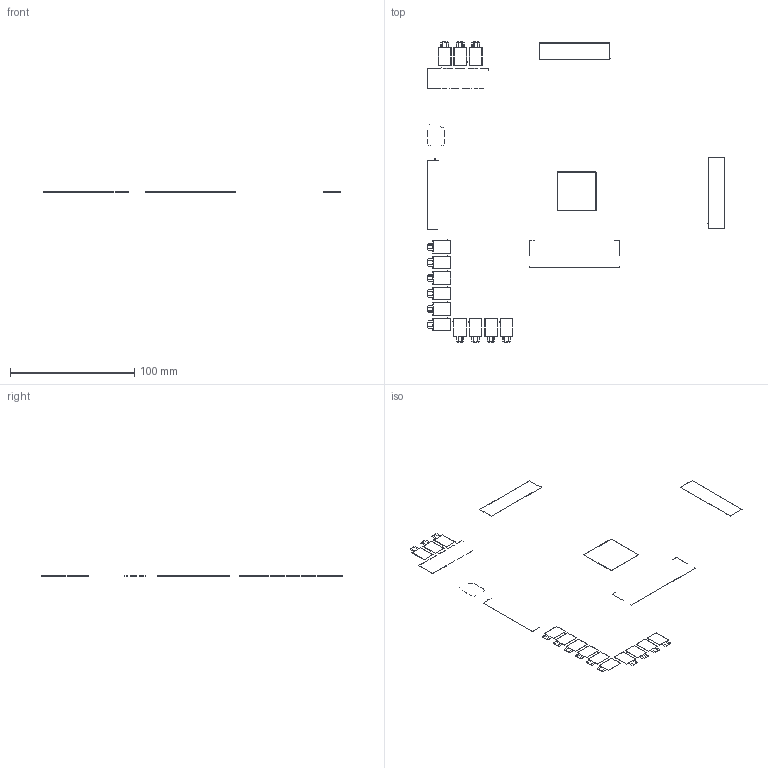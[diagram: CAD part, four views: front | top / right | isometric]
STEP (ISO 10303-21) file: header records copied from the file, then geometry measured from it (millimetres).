
FILE_DESCRIPTION(('STEP AP214'),'1');
FILE_NAME('pcb_SILKSCREEN_TOP.stp','2024-08-25T18:49:07',(' '),(' '),'Spatial InterOp 3D',' ',' ');
FILE_SCHEMA(('AUTOMOTIVE_DESIGN { 1 0 10303 214 1 1 1 1 }'));
Length unit declared in the file: millimetre
Products named in the file (31): SILKSCREEN_TOP_Model_21(3); SILKSCREEN_TOP_Model_21_Inst; SILKSCREEN_TOP (55 bodies); SILKSCREEN_TOP_Model_20(4); SILKSCREEN_TOP_Model_20_Inst; SILKSCREEN_TOP_Model_19(6); SILKSCREEN_TOP_Model_19_Inst; SILKSCREEN_TOP_Model_18_Inst; SILKSCREEN_TOP_Model_17_Inst; SILKSCREEN_TOP_Model_16_Inst; SILKSCREEN_TOP_Model_15_Inst; SILKSCREEN_TOP_Model_14_Inst; SILKSCREEN_TOP_Model_13_Inst; SILKSCREEN_TOP_Model_12_Inst; SILKSCREEN_TOP_Model_11_Inst; SILKSCREEN_TOP_Model_10_Inst; SILKSCREEN_TOP_Model_9_Inst; SILKSCREEN_TOP_Model_8(2); SILKSCREEN_TOP_Model_8_Inst; SILKSCREEN_TOP_Model_7(2); SILKSCREEN_TOP_Model_7_Inst; SILKSCREEN_TOP_Model_6(2); SILKSCREEN_TOP_Model_6_Inst; SILKSCREEN_TOP_Model_5_Inst; SILKSCREEN_TOP_Model_4(6); SILKSCREEN_TOP_Model_4_Inst; SILKSCREEN_TOP_Model_3(16); SILKSCREEN_TOP_Model_3_Inst; SILKSCREEN_TOP_Model_2(2); SILKSCREEN_TOP_Model_2_Inst; SILKSCREEN_TOP_Model_1_Inst
Assembly tree (64 placements, depth 3):
  SILKSCREEN_TOP (55 bodies)
    SILKSCREEN_TOP_Model_21(3)
      SILKSCREEN_TOP_Model_21_Inst  x3
    SILKSCREEN_TOP_Model_20(4)
      SILKSCREEN_TOP_Model_20_Inst  x4
    SILKSCREEN_TOP_Model_19(6)
      SILKSCREEN_TOP_Model_19_Inst  x6
    SILKSCREEN_TOP_Model_18_Inst
    SILKSCREEN_TOP_Model_17_Inst
    SILKSCREEN_TOP_Model_16_Inst
    SILKSCREEN_TOP_Model_15_Inst
    SILKSCREEN_TOP_Model_14_Inst
    SILKSCREEN_TOP_Model_13_Inst
    SILKSCREEN_TOP_Model_12_Inst
    SILKSCREEN_TOP_Model_11_Inst
    SILKSCREEN_TOP_Model_10_Inst
    SILKSCREEN_TOP_Model_9_Inst
    SILKSCREEN_TOP_Model_8(2)
      SILKSCREEN_TOP_Model_8_Inst  x2
    SILKSCREEN_TOP_Model_7(2)
      SILKSCREEN_TOP_Model_7_Inst  x2
    SILKSCREEN_TOP_Model_6(2)
      SILKSCREEN_TOP_Model_6_Inst  x2
    SILKSCREEN_TOP_Model_5_Inst
    SILKSCREEN_TOP_Model_4(6)
      SILKSCREEN_TOP_Model_4_Inst  x6
    SILKSCREEN_TOP_Model_3(16)
      SILKSCREEN_TOP_Model_3_Inst  x16
    SILKSCREEN_TOP_Model_2(2)
      SILKSCREEN_TOP_Model_2_Inst  x2
    SILKSCREEN_TOP_Model_1_Inst
Bounding box: 239.74 x 241.56 x 0.01 mm (x, y, z)
Volume: 2.8 mm3; surface area: 590.1 mm2
Topology: 55 solids, 55 shells, 802 faces, 2076 edges, 1384 vertices
Faces by surface type: plane 556, cylinder 246
Entity records: 10168 total; most frequent: DIRECTION 1696, CARTESIAN_POINT 1628, ORIENTED_EDGE 1512, EDGE_CURVE 756, AXIS2_PLACEMENT_3D 572, LINE 552, VECTOR 552, VERTEX_POINT 504
